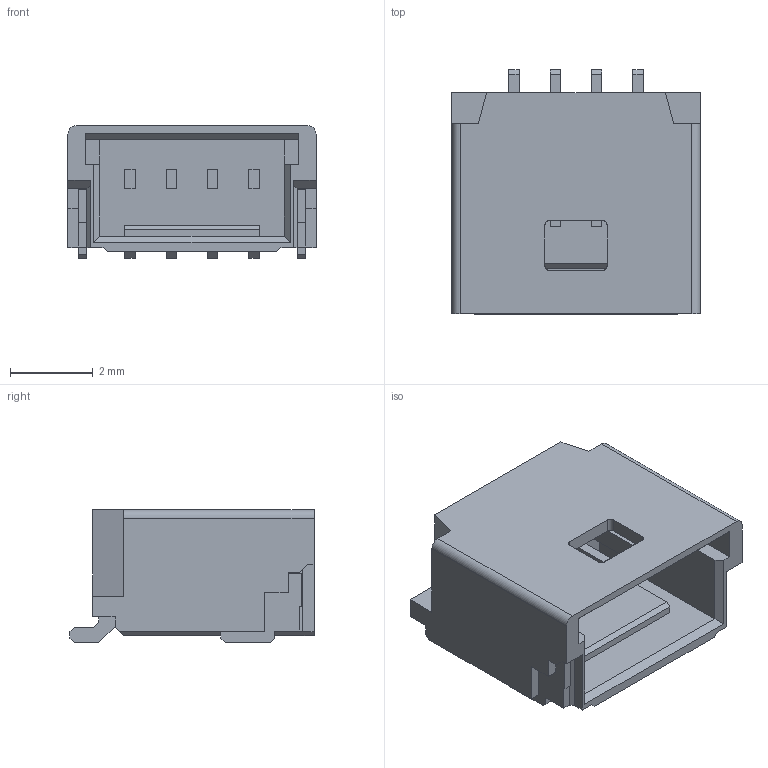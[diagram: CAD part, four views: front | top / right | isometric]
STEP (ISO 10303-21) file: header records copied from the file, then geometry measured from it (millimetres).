
FILE_DESCRIPTION(('STEP AP203'),'1');
FILE_NAME('5015680407.stp','2025-01-13T23:34:02',('TraceParts'),('TraceParts S.A.'),'Spatial InterOp 3D',' ',' ');
FILE_SCHEMA(('CONFIG_CONTROL_DESIGN'));
Length unit declared in the file: millimetre
Products named in the file (1): 1
Bounding box: 6 x 5.9 x 3.2 mm (x, y, z)
Volume: 51 mm3; surface area: 211.4 mm2
Topology: 1 solids, 1 shells, 155 faces, 440 edges, 292 vertices
Faces by surface type: plane 149, cylinder 6
Entity records: 4982 total; most frequent: CARTESIAN_POINT 888, ORIENTED_EDGE 880, DIRECTION 764, EDGE_CURVE 440, LINE 428, VECTOR 428, VERTEX_POINT 292, AXIS2_PLACEMENT_3D 168
